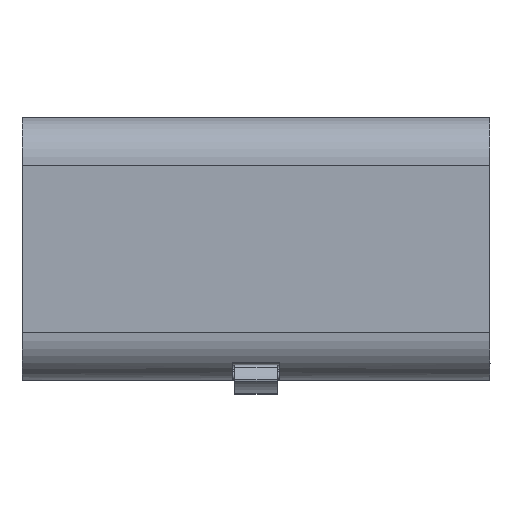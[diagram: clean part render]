
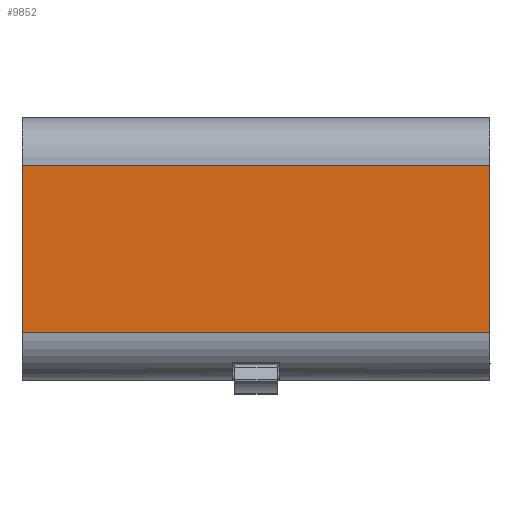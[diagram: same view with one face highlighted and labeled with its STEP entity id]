
A CAD part, front view. The second image highlights one B-rep face of the part: STEP entity #9852.
In plain terms, the highlighted planar face has unit normal (0, -1, 0).
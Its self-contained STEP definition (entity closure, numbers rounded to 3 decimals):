
#1091=FACE_OUTER_BOUND('',#1662,.T.);
#1662=EDGE_LOOP('',(#8963,#8964,#8965,#8966));
#2649=LINE('',#18190,#3679);
#2686=LINE('',#18573,#3716);
#2689=LINE('',#18581,#3719);
#2692=LINE('',#18649,#3722);
#3679=VECTOR('',#13145,10.);
#3716=VECTOR('',#13262,10.);
#3719=VECTOR('',#13271,10.);
#3722=VECTOR('',#13280,10.);
#4724=VERTEX_POINT('',#18187);
#4725=VERTEX_POINT('',#18189);
#4770=VERTEX_POINT('',#18571);
#4771=VERTEX_POINT('',#18577);
#6093=EDGE_CURVE('',#4724,#4725,#2649,.T.);
#6162=EDGE_CURVE('',#4770,#4724,#2686,.T.);
#6166=EDGE_CURVE('',#4725,#4771,#2689,.T.);
#6170=EDGE_CURVE('',#4770,#4771,#2692,.T.);
#8963=ORIENTED_EDGE('',*,*,#6162,.F.);
#8964=ORIENTED_EDGE('',*,*,#6170,.T.);
#8965=ORIENTED_EDGE('',*,*,#6166,.F.);
#8966=ORIENTED_EDGE('',*,*,#6093,.F.);
#9331=PLANE('',#10737);
#9852=ADVANCED_FACE('',(#1091),#9331,.T.);
#10737=AXIS2_PLACEMENT_3D('',#18650,#13281,#13282);
#13145=DIRECTION('',(0.,0.,1.));
#13262=DIRECTION('',(-1.,0.,0.));
#13271=DIRECTION('',(1.,0.,0.));
#13280=DIRECTION('',(0.,0.,1.));
#13281=DIRECTION('center_axis',(0.,-1.,0.));
#13282=DIRECTION('ref_axis',(1.,0.,0.));
#18187=CARTESIAN_POINT('',(-110.738,-110.462,-35.));
#18189=CARTESIAN_POINT('',(-110.738,-110.462,35.));
#18190=CARTESIAN_POINT('',(-110.738,-110.462,0.));
#18571=CARTESIAN_POINT('',(85.262,-110.462,-35.));
#18573=CARTESIAN_POINT('',(-61.738,-110.462,-35.));
#18577=CARTESIAN_POINT('',(85.262,-110.462,35.));
#18581=CARTESIAN_POINT('',(-61.738,-110.462,35.));
#18649=CARTESIAN_POINT('',(85.262,-110.462,0.));
#18650=CARTESIAN_POINT('Origin',(-110.738,-110.462,0.));
